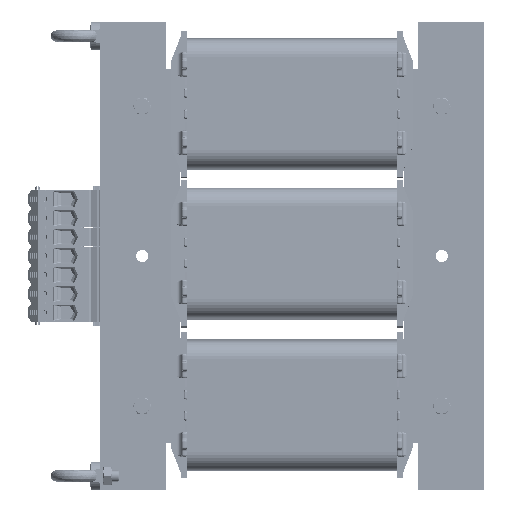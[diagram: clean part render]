
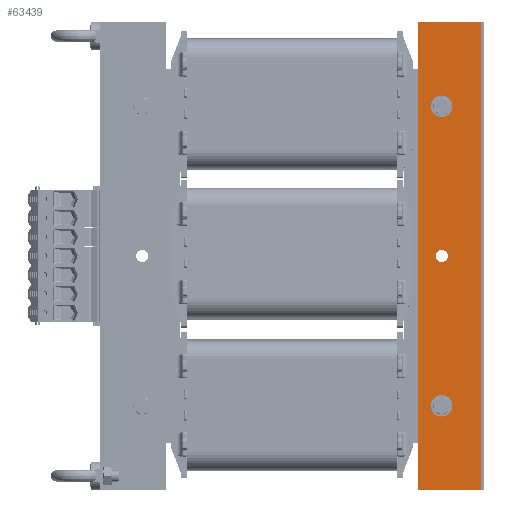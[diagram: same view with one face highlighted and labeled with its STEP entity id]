
A CAD part, front view. The second image highlights one B-rep face of the part: STEP entity #63439.
In plain terms, the highlighted face is planar.
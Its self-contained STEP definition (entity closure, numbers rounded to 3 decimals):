
#3522=FACE_BOUND('',#10883,.T.);
#3523=FACE_BOUND('',#10884,.T.);
#3524=FACE_BOUND('',#10885,.T.);
#3715=CIRCLE('',#67299,6.5);
#3726=CIRCLE('',#67324,6.5);
#3727=CIRCLE('',#67326,6.5);
#7323=FACE_OUTER_BOUND('',#10882,.T.);
#10882=EDGE_LOOP('',(#42784,#42785,#42786,#42787));
#10883=EDGE_LOOP('',(#42788));
#10884=EDGE_LOOP('',(#42789));
#10885=EDGE_LOOP('',(#42790));
#14620=LINE('',#92409,#20915);
#14623=LINE('',#92415,#20918);
#14628=LINE('',#92434,#20923);
#14630=LINE('',#92437,#20925);
#20915=VECTOR('',#73663,10.);
#20918=VECTOR('',#73668,10.);
#20923=VECTOR('',#73689,10.);
#20925=VECTOR('',#73693,10.);
#27187=VERTEX_POINT('',#92354);
#27201=VERTEX_POINT('',#92394);
#27202=VERTEX_POINT('',#92398);
#27205=VERTEX_POINT('',#92413);
#27209=VERTEX_POINT('',#92425);
#27210=VERTEX_POINT('',#92429);
#27211=VERTEX_POINT('',#92433);
#33248=EDGE_CURVE('',#27187,#27187,#3715,.T.);
#33274=EDGE_CURVE('',#27201,#27202,#14620,.T.);
#33277=EDGE_CURVE('',#27205,#27202,#14623,.T.);
#33283=EDGE_CURVE('',#27209,#27209,#3726,.T.);
#33285=EDGE_CURVE('',#27210,#27210,#3727,.T.);
#33286=EDGE_CURVE('',#27211,#27205,#14628,.T.);
#33288=EDGE_CURVE('',#27201,#27211,#14630,.T.);
#42784=ORIENTED_EDGE('',*,*,#33274,.T.);
#42785=ORIENTED_EDGE('',*,*,#33277,.F.);
#42786=ORIENTED_EDGE('',*,*,#33286,.F.);
#42787=ORIENTED_EDGE('',*,*,#33288,.F.);
#42788=ORIENTED_EDGE('',*,*,#33248,.T.);
#42789=ORIENTED_EDGE('',*,*,#33283,.T.);
#42790=ORIENTED_EDGE('',*,*,#33285,.T.);
#61432=PLANE('',#67329);
#63439=ADVANCED_FACE('',(#7323,#3522,#3523,#3524),#61432,.T.);
#67299=AXIS2_PLACEMENT_3D('',#92356,#73606,#73607);
#67324=AXIS2_PLACEMENT_3D('',#92427,#73680,#73681);
#67326=AXIS2_PLACEMENT_3D('',#92431,#73685,#73686);
#67329=AXIS2_PLACEMENT_3D('',#92438,#73694,#73695);
#73606=DIRECTION('center_axis',(0.,-1.,0.));
#73607=DIRECTION('ref_axis',(-1.,0.,0.));
#73663=DIRECTION('',(0.,0.,1.));
#73668=DIRECTION('',(-1.,0.,0.));
#73680=DIRECTION('center_axis',(0.,-1.,0.));
#73681=DIRECTION('ref_axis',(1.,0.,0.));
#73685=DIRECTION('center_axis',(0.,-1.,0.));
#73686=DIRECTION('ref_axis',(1.,0.,0.));
#73689=DIRECTION('',(0.,0.,1.));
#73693=DIRECTION('',(1.,0.,0.));
#73694=DIRECTION('center_axis',(0.,1.,0.));
#73695=DIRECTION('ref_axis',(0.,0.,1.));
#92354=CARTESIAN_POINT('',(-18.5,3.,410.));
#92356=CARTESIAN_POINT('Origin',(-25.,3.,410.));
#92394=CARTESIAN_POINT('',(-66.999,3.,0.));
#92398=CARTESIAN_POINT('',(-66.999,3.,500.));
#92409=CARTESIAN_POINT('',(-66.999,3.,375.));
#92413=CARTESIAN_POINT('',(0.,3.,500.));
#92415=CARTESIAN_POINT('',(-70.,3.,500.));
#92425=CARTESIAN_POINT('',(-31.5,3.,90.));
#92427=CARTESIAN_POINT('Origin',(-25.,3.,90.));
#92429=CARTESIAN_POINT('',(-31.5,3.,250.));
#92431=CARTESIAN_POINT('Origin',(-25.,3.,250.));
#92433=CARTESIAN_POINT('',(0.,3.,0.));
#92434=CARTESIAN_POINT('',(0.,3.,500.));
#92437=CARTESIAN_POINT('',(0.,3.,0.));
#92438=CARTESIAN_POINT('Origin',(-35.,3.,250.));
